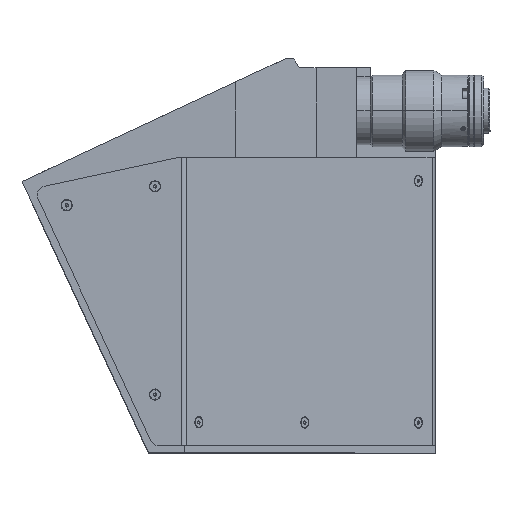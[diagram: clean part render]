
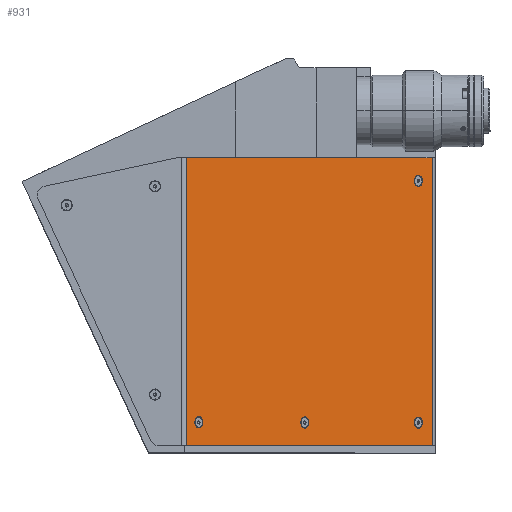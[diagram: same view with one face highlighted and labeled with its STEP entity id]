
A CAD part, top view. The second image highlights one B-rep face of the part: STEP entity #931.
In plain terms, the highlighted planar face has unit normal (0.707, 0, 0.707).
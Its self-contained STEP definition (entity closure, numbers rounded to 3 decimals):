
#516 = CARTESIAN_POINT ( 'NONE',  ( 88.492, -78., 51.192 ) ) ;
#781 = EDGE_LOOP ( 'NONE', ( #6448, #899 ) ) ;
#899 = ORIENTED_EDGE ( 'NONE', *, *, #8616, .F. ) ;
#931 = ADVANCED_FACE ( 'NONE', ( #7080, #16832, #4282, #12740, #10039 ), #17012, .F. ) ;
#1023 = DIRECTION ( 'NONE',  ( 0.707, 0., 0.707 ) ) ;
#1420 = ORIENTED_EDGE ( 'NONE', *, *, #1797, .F. ) ;
#1454 = DIRECTION ( 'NONE',  ( 0.707, 0., -0.707 ) ) ;
#1797 = EDGE_CURVE ( 'NONE', #6357, #11159, #5403, .T. ) ;
#1947 = VECTOR ( 'NONE', #7132, 1000. ) ;
#1961 = CIRCLE ( 'NONE', #6982, 3.15 ) ;
#2463 = DIRECTION ( 'NONE',  ( 0.707, 0., 0.707 ) ) ;
#2887 = ORIENTED_EDGE ( 'NONE', *, *, #10548, .T. ) ;
#2929 = EDGE_LOOP ( 'NONE', ( #12286, #10465 ) ) ;
#3045 = CARTESIAN_POINT ( 'NONE',  ( 98.828, 70., 40.856 ) ) ;
#3128 = AXIS2_PLACEMENT_3D ( 'NONE', #9788, #12591, #9429 ) ;
#3346 = CARTESIAN_POINT ( 'NONE',  ( 29.541, -78., 110.143 ) ) ;
#3377 = AXIS2_PLACEMENT_3D ( 'NONE', #15523, #6874, #12725 ) ;
#3571 = VERTEX_POINT ( 'NONE', #5904 ) ;
#3865 = VECTOR ( 'NONE', #15146, 1000. ) ;
#3978 = CIRCLE ( 'NONE', #10508, 3.15 ) ;
#4024 = CIRCLE ( 'NONE', #17686, 3.15 ) ;
#4046 = EDGE_CURVE ( 'NONE', #11159, #6357, #5431, .T. ) ;
#4191 = CARTESIAN_POINT ( 'NONE',  ( -31.849, -78., 171.534 ) ) ;
#4282 = FACE_BOUND ( 'NONE', #781, .T. ) ;
#5079 = DIRECTION ( 'NONE',  ( 0.707, 0., -0.707 ) ) ;
#5112 = AXIS2_PLACEMENT_3D ( 'NONE', #15130, #1023, #5554 ) ;
#5231 = AXIS2_PLACEMENT_3D ( 'NONE', #12762, #2463, #1454 ) ;
#5403 = CIRCLE ( 'NONE', #5112, 3.15 ) ;
#5431 = CIRCLE ( 'NONE', #15820, 3.15 ) ;
#5493 = CARTESIAN_POINT ( 'NONE',  ( -38.544, -91., 178.228 ) ) ;
#5554 = DIRECTION ( 'NONE',  ( 0.707, 0., -0.707 ) ) ;
#5692 = CARTESIAN_POINT ( 'NONE',  ( 90.719, 57., 48.965 ) ) ;
#5731 = EDGE_CURVE ( 'NONE', #13024, #3571, #1961, .T. ) ;
#5904 = CARTESIAN_POINT ( 'NONE',  ( -29.622, -78., 169.306 ) ) ;
#6357 = VERTEX_POINT ( 'NONE', #12651 ) ;
#6448 = ORIENTED_EDGE ( 'NONE', *, *, #10837, .F. ) ;
#6489 = ORIENTED_EDGE ( 'NONE', *, *, #17266, .T. ) ;
#6501 = DIRECTION ( 'NONE',  ( 0.707, 0., -0.707 ) ) ;
#6740 = ORIENTED_EDGE ( 'NONE', *, *, #7039, .F. ) ;
#6782 = VERTEX_POINT ( 'NONE', #8442 ) ;
#6874 = DIRECTION ( 'NONE',  ( 0.707, 0., 0.707 ) ) ;
#6982 = AXIS2_PLACEMENT_3D ( 'NONE', #4191, #9852, #15537 ) ;
#7039 = EDGE_CURVE ( 'NONE', #10149, #11657, #4024, .T. ) ;
#7080 = FACE_BOUND ( 'NONE', #18068, .T. ) ;
#7132 = DIRECTION ( 'NONE',  ( 0., 1., 0. ) ) ;
#7176 = VECTOR ( 'NONE', #15464, 1000. ) ;
#7668 = EDGE_CURVE ( 'NONE', #3571, #13024, #12346, .T. ) ;
#7774 = DIRECTION ( 'NONE',  ( 0.707, 0., 0.707 ) ) ;
#7799 = LINE ( 'NONE', #12160, #9615 ) ;
#7999 = CARTESIAN_POINT ( 'NONE',  ( 88.492, 57., 51.192 ) ) ;
#8072 = VERTEX_POINT ( 'NONE', #14302 ) ;
#8225 = VERTEX_POINT ( 'NONE', #13730 ) ;
#8442 = CARTESIAN_POINT ( 'NONE',  ( -38.544, 70., 178.228 ) ) ;
#8493 = ORIENTED_EDGE ( 'NONE', *, *, #16354, .T. ) ;
#8616 = EDGE_CURVE ( 'NONE', #14534, #11734, #3978, .T. ) ;
#9429 = DIRECTION ( 'NONE',  ( 0.707, 0., -0.707 ) ) ;
#9460 = CARTESIAN_POINT ( 'NONE',  ( -38.544, 70., 178.228 ) ) ;
#9581 = EDGE_CURVE ( 'NONE', #11657, #10149, #16723, .T. ) ;
#9615 = VECTOR ( 'NONE', #6501, 1000. ) ;
#9757 = CARTESIAN_POINT ( 'NONE',  ( -39.716, 70., 179.4 ) ) ;
#9788 = CARTESIAN_POINT ( 'NONE',  ( 90.719, -78., 48.965 ) ) ;
#9852 = DIRECTION ( 'NONE',  ( 0.707, 0., 0.707 ) ) ;
#10039 = FACE_OUTER_BOUND ( 'NONE', #11039, .T. ) ;
#10149 = VERTEX_POINT ( 'NONE', #3346 ) ;
#10243 = EDGE_CURVE ( 'NONE', #6782, #8225, #7799, .T. ) ;
#10465 = ORIENTED_EDGE ( 'NONE', *, *, #5731, .F. ) ;
#10508 = AXIS2_PLACEMENT_3D ( 'NONE', #12045, #7774, #5079 ) ;
#10548 = EDGE_CURVE ( 'NONE', #8072, #8225, #14475, .T. ) ;
#10837 = EDGE_CURVE ( 'NONE', #11734, #14534, #16761, .T. ) ;
#10952 = LINE ( 'NONE', #9460, #3865 ) ;
#11039 = EDGE_LOOP ( 'NONE', ( #6489, #2887, #15302, #8493 ) ) ;
#11159 = VERTEX_POINT ( 'NONE', #7999 ) ;
#11271 = VERTEX_POINT ( 'NONE', #5493 ) ;
#11657 = VERTEX_POINT ( 'NONE', #12618 ) ;
#11734 = VERTEX_POINT ( 'NONE', #12432 ) ;
#11869 = CARTESIAN_POINT ( 'NONE',  ( -34.077, -78., 173.761 ) ) ;
#12045 = CARTESIAN_POINT ( 'NONE',  ( 90.719, -78., 48.965 ) ) ;
#12046 = ORIENTED_EDGE ( 'NONE', *, *, #4046, .F. ) ;
#12154 = CARTESIAN_POINT ( 'NONE',  ( 27.314, -78., 112.371 ) ) ;
#12160 = CARTESIAN_POINT ( 'NONE',  ( -39.716, 70., 179.4 ) ) ;
#12286 = ORIENTED_EDGE ( 'NONE', *, *, #7668, .F. ) ;
#12328 = DIRECTION ( 'NONE',  ( 0.707, 0., 0.707 ) ) ;
#12346 = CIRCLE ( 'NONE', #5231, 3.15 ) ;
#12432 = CARTESIAN_POINT ( 'NONE',  ( 92.947, -78., 46.738 ) ) ;
#12485 = CARTESIAN_POINT ( 'NONE',  ( -39.716, -91., 179.4 ) ) ;
#12591 = DIRECTION ( 'NONE',  ( 0.707, 0., 0.707 ) ) ;
#12618 = CARTESIAN_POINT ( 'NONE',  ( 25.086, -78., 114.598 ) ) ;
#12651 = CARTESIAN_POINT ( 'NONE',  ( 92.947, 57., 46.738 ) ) ;
#12725 = DIRECTION ( 'NONE',  ( 0.707, 0., -0.707 ) ) ;
#12740 = FACE_BOUND ( 'NONE', #16438, .T. ) ;
#12762 = CARTESIAN_POINT ( 'NONE',  ( -31.849, -78., 171.534 ) ) ;
#12830 = DIRECTION ( 'NONE',  ( -0.707, 0., -0.707 ) ) ;
#13024 = VERTEX_POINT ( 'NONE', #11869 ) ;
#13703 = DIRECTION ( 'NONE',  ( 0.707, 0., -0.707 ) ) ;
#13730 = CARTESIAN_POINT ( 'NONE',  ( 98.828, 70., 40.856 ) ) ;
#14229 = DIRECTION ( 'NONE',  ( -0.707, 0., 0.707 ) ) ;
#14234 = DIRECTION ( 'NONE',  ( 0.707, 0., 0.707 ) ) ;
#14277 = AXIS2_PLACEMENT_3D ( 'NONE', #9757, #12830, #14229 ) ;
#14302 = CARTESIAN_POINT ( 'NONE',  ( 98.828, -91., 40.856 ) ) ;
#14475 = LINE ( 'NONE', #3045, #1947 ) ;
#14534 = VERTEX_POINT ( 'NONE', #516 ) ;
#15130 = CARTESIAN_POINT ( 'NONE',  ( 90.719, 57., 48.965 ) ) ;
#15146 = DIRECTION ( 'NONE',  ( 0., -1., 0. ) ) ;
#15302 = ORIENTED_EDGE ( 'NONE', *, *, #10243, .F. ) ;
#15464 = DIRECTION ( 'NONE',  ( 0.707, 0., -0.707 ) ) ;
#15523 = CARTESIAN_POINT ( 'NONE',  ( 27.314, -78., 112.371 ) ) ;
#15537 = DIRECTION ( 'NONE',  ( 0.707, 0., -0.707 ) ) ;
#15820 = AXIS2_PLACEMENT_3D ( 'NONE', #5692, #14234, #13703 ) ;
#16144 = ORIENTED_EDGE ( 'NONE', *, *, #9581, .F. ) ;
#16354 = EDGE_CURVE ( 'NONE', #6782, #11271, #10952, .T. ) ;
#16438 = EDGE_LOOP ( 'NONE', ( #1420, #12046 ) ) ;
#16520 = DIRECTION ( 'NONE',  ( 0.707, 0., -0.707 ) ) ;
#16723 = CIRCLE ( 'NONE', #3377, 3.15 ) ;
#16761 = CIRCLE ( 'NONE', #3128, 3.15 ) ;
#16832 = FACE_BOUND ( 'NONE', #2929, .T. ) ;
#17012 = PLANE ( 'NONE',  #14277 ) ;
#17266 = EDGE_CURVE ( 'NONE', #11271, #8072, #18339, .T. ) ;
#17686 = AXIS2_PLACEMENT_3D ( 'NONE', #12154, #12328, #16520 ) ;
#18068 = EDGE_LOOP ( 'NONE', ( #6740, #16144 ) ) ;
#18339 = LINE ( 'NONE', #12485, #7176 ) ;
